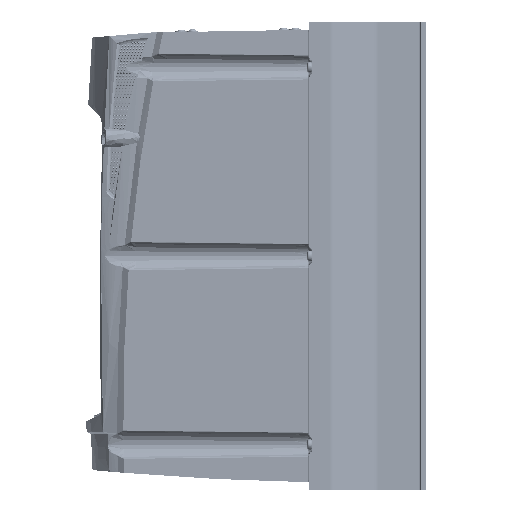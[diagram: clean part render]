
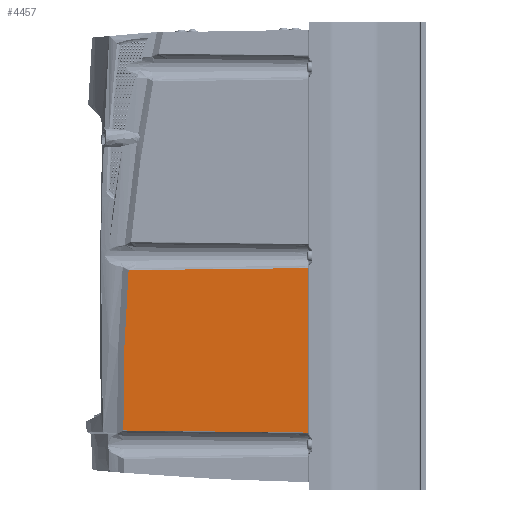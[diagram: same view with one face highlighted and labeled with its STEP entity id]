
A CAD part, left-side view. The second image highlights one B-rep face of the part: STEP entity #4457.
In plain terms, the highlighted planar face has unit normal (-1, 0.018, 0).
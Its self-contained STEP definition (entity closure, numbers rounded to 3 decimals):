
#1052 = CARTESIAN_POINT ( 'NONE',  ( -95.207, -0.087, -155.044 ) ) ;
#4457 = ADVANCED_FACE ( 'NONE', ( #34964 ), #100772, .T. ) ;
#5939 = EDGE_CURVE ( 'NONE', #15639, #74806, #83196, .T. ) ;
#5973 = LINE ( 'NONE', #76070, #104863 ) ;
#9135 = VERTEX_POINT ( 'NONE', #11774 ) ;
#11372 = ORIENTED_EDGE ( 'NONE', *, *, #112704, .T. ) ;
#11774 = CARTESIAN_POINT ( 'NONE',  ( -95.11, 5.491, -8.062 ) ) ;
#13687 = ORIENTED_EDGE ( 'NONE', *, *, #5939, .T. ) ;
#15639 = VERTEX_POINT ( 'NONE', #129894 ) ;
#18959 = ORIENTED_EDGE ( 'NONE', *, *, #39927, .T. ) ;
#18981 = ORIENTED_EDGE ( 'NONE', *, *, #19562, .T. ) ;
#19237 = CARTESIAN_POINT ( 'NONE',  ( -93.033, 124.49, -9.414 ) ) ;
#19562 = EDGE_CURVE ( 'NONE', #74806, #9135, #5973, .T. ) ;
#21480 = CARTESIAN_POINT ( 'NONE',  ( -93.033, 124.49, -9.414 ) ) ;
#25134 = CARTESIAN_POINT ( 'NONE',  ( -92.972, 127.942, -115.611 ) ) ;
#28198 = CARTESIAN_POINT ( 'NONE',  ( -92.972, 127.942, -115.598 ) ) ;
#28745 = CARTESIAN_POINT ( 'NONE',  ( -95.11, 5.491, -117.025 ) ) ;
#30597 = EDGE_LOOP ( 'NONE', ( #18959, #102073, #69508, #11372, #13687, #18981 ) ) ;
#30957 = B_SPLINE_CURVE_WITH_KNOTS ( 'NONE', 3,
 ( #44889, #135024, #33805, #78887 ),
 .UNSPECIFIED., .F., .F.,
 ( 4, 4 ),
 ( 0., 0.107 ),
 .UNSPECIFIED. ) ;
#33805 = CARTESIAN_POINT ( 'NONE',  ( -92.965, 128.365, -80.182 ) ) ;
#34964 = FACE_OUTER_BOUND ( 'NONE', #30597, .T. ) ;
#37013 = CARTESIAN_POINT ( 'NONE',  ( -95.11, 5.491, -8.062 ) ) ;
#39927 = EDGE_CURVE ( 'NONE', #9135, #85911, #129961, .T. ) ;
#44889 = CARTESIAN_POINT ( 'NONE',  ( -93.033, 124.492, -9.435 ) ) ;
#45918 = B_SPLINE_CURVE_WITH_KNOTS ( 'NONE', 3,
 ( #21480, #101972, #112342, #111611 ),
 .UNSPECIFIED., .F., .F.,
 ( 4, 4 ),
 ( 0., 0. ),
 .UNSPECIFIED. ) ;
#50223 = CARTESIAN_POINT ( 'NONE',  ( -92.972, 127.939, -115.636 ) ) ;
#55714 = DIRECTION ( 'NONE',  ( 0.017, 1., 0. ) ) ;
#59791 = B_SPLINE_CURVE_WITH_KNOTS ( 'NONE', 3,
 ( #94532, #25134, #96005, #50223 ),
 .UNSPECIFIED., .F., .F.,
 ( 4, 4 ),
 ( 0., 0. ),
 .UNSPECIFIED. ) ;
#60996 = CARTESIAN_POINT ( 'NONE',  ( -93.685, 87.123, -116.065 ) ) ;
#69508 = ORIENTED_EDGE ( 'NONE', *, *, #114406, .T. ) ;
#74527 = VERTEX_POINT ( 'NONE', #28198 ) ;
#74806 = VERTEX_POINT ( 'NONE', #28745 ) ;
#76070 = CARTESIAN_POINT ( 'NONE',  ( -95.11, 5.491, -155.044 ) ) ;
#78887 = CARTESIAN_POINT ( 'NONE',  ( -92.972, 127.942, -115.598 ) ) ;
#82083 = CARTESIAN_POINT ( 'NONE',  ( -94.417, 45.157, -8.551 ) ) ;
#83196 = B_SPLINE_CURVE_WITH_KNOTS ( 'NONE', 3,
 ( #83884, #60996, #140039, #97885 ),
 .UNSPECIFIED., .F., .F.,
 ( 4, 4 ),
 ( 0., 0.122 ),
 .UNSPECIFIED. ) ;
#83884 = CARTESIAN_POINT ( 'NONE',  ( -92.972, 127.939, -115.636 ) ) ;
#85911 = VERTEX_POINT ( 'NONE', #126796 ) ;
#86412 = DIRECTION ( 'NONE',  ( 0., 0., 1. ) ) ;
#88138 = CARTESIAN_POINT ( 'NONE',  ( -93.033, 124.492, -9.435 ) ) ;
#91841 = DIRECTION ( 'NONE',  ( -1., 0.017, 0. ) ) ;
#94532 = CARTESIAN_POINT ( 'NONE',  ( -92.972, 127.942, -115.598 ) ) ;
#96005 = CARTESIAN_POINT ( 'NONE',  ( -92.972, 127.941, -115.624 ) ) ;
#97885 = CARTESIAN_POINT ( 'NONE',  ( -95.11, 5.491, -117.025 ) ) ;
#100772 = PLANE ( 'NONE',  #144732 ) ;
#101972 = CARTESIAN_POINT ( 'NONE',  ( -93.033, 124.491, -9.421 ) ) ;
#102073 = ORIENTED_EDGE ( 'NONE', *, *, #111288, .T. ) ;
#104863 = VECTOR ( 'NONE', #86412, 1000. ) ;
#111288 = EDGE_CURVE ( 'NONE', #85911, #139440, #45918, .T. ) ;
#111611 = CARTESIAN_POINT ( 'NONE',  ( -93.033, 124.492, -9.435 ) ) ;
#112342 = CARTESIAN_POINT ( 'NONE',  ( -93.033, 124.491, -9.428 ) ) ;
#112704 = EDGE_CURVE ( 'NONE', #74527, #15639, #59791, .T. ) ;
#114406 = EDGE_CURVE ( 'NONE', #139440, #74527, #30957, .T. ) ;
#116066 = CARTESIAN_POINT ( 'NONE',  ( -93.725, 84.823, -8.996 ) ) ;
#126796 = CARTESIAN_POINT ( 'NONE',  ( -93.033, 124.49, -9.414 ) ) ;
#129894 = CARTESIAN_POINT ( 'NONE',  ( -92.972, 127.939, -115.636 ) ) ;
#129961 = B_SPLINE_CURVE_WITH_KNOTS ( 'NONE', 3,
 ( #37013, #82083, #116066, #19237 ),
 .UNSPECIFIED., .F., .F.,
 ( 4, 4 ),
 ( 0., 0.119 ),
 .UNSPECIFIED. ) ;
#135024 = CARTESIAN_POINT ( 'NONE',  ( -92.985, 127.213, -44.748 ) ) ;
#139440 = VERTEX_POINT ( 'NONE', #88138 ) ;
#140039 = CARTESIAN_POINT ( 'NONE',  ( -94.397, 46.307, -116.522 ) ) ;
#144732 = AXIS2_PLACEMENT_3D ( 'NONE', #1052, #91841, #55714 ) ;
